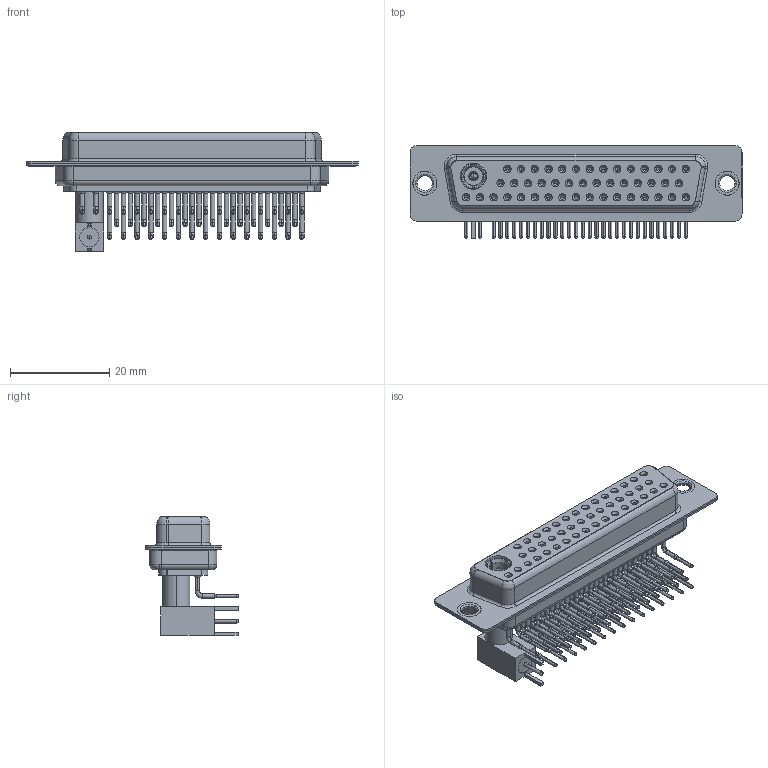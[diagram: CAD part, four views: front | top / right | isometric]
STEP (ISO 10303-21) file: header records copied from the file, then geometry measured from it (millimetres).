
FILE_DESCRIPTION (( 'STEP AP203' ), '1' );
FILE_NAME ('630-47W1640-5N1.STEP', '2022-06-10T13:10:11', ( '' ), ( '' ), 'SwSTEP 2.0', 'SolidWorks 2020', '' );
FILE_SCHEMA (( 'CONFIG_CONTROL_DESIGN' ));
Length unit declared in the file: millimetre
Products named in the file (15): 630Combo Contact Row 1_50 Contacts; Co-Ax Plug Assy_RA 50; 630Combo Shell Rear_50 Contacts; 630Combo Housing_47W1; 630Combo Contact Row 2_50 Contacts; 630-47W1640-5N1; 630Combo Contact Row 3; 630Combo Shell Front_50 Contacts; Co-Ax Plug_RA 50; RA Back Shell_50; Insulator Pin_Straight PC Tail; 630Combo Thru Hole Rivet; Insulator RA Pin; Pin_RA 50; Locking Collar
Assembly tree (58 placements, depth 3):
  630-47W1640-5N1
    630Combo Housing_47W1
    630Combo Shell Front_50 Contacts
    630Combo Shell Rear_50 Contacts
    630Combo Thru Hole Rivet  x2
    Co-Ax Plug Assy_RA 50
      Co-Ax Plug_RA 50
      Insulator Pin_Straight PC Tail
      Pin_RA 50
      Locking Collar
      RA Back Shell_50
      Insulator RA Pin
    630Combo Contact Row 1_50 Contacts  x15
    630Combo Contact Row 2_50 Contacts  x14
    630Combo Contact Row 3  x17
Bounding box: 67 x 18.8 x 23.95 mm (x, y, z)
Volume: 7459.6 mm3; surface area: 16674.7 mm2
Topology: 57 solids, 57 shells, 2846 faces, 7186 edges, 4514 vertices
Faces by surface type: cylinder 1236, plane 821, cone 529, bspline 185, torus 71, sphere 4
Entity records: 35222 total; most frequent: DIRECTION 6165, CARTESIAN_POINT 5981, ORIENTED_EDGE 5042, AXIS2_PLACEMENT_3D 2584, EDGE_CURVE 2521, VERTEX_POINT 1607, CIRCLE 1429, EDGE_LOOP 1386
